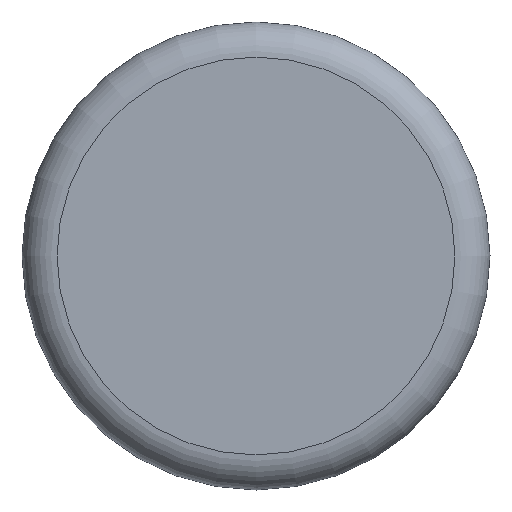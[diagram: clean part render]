
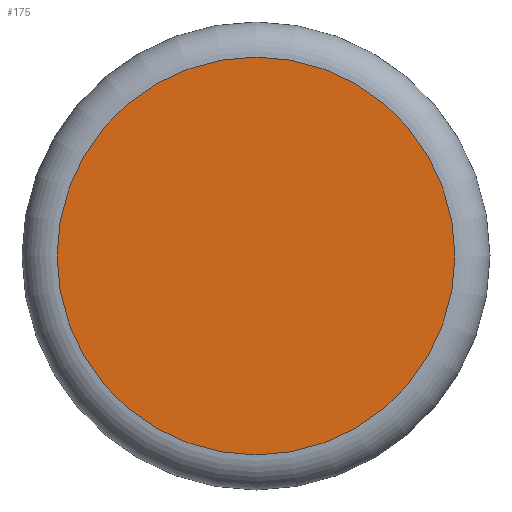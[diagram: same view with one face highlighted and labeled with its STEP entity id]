
A CAD part, left-side view. The second image highlights one B-rep face of the part: STEP entity #175.
In plain terms, the highlighted planar face has unit normal (-1, 0, 0).
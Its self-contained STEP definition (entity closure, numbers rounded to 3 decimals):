
#175 = ADVANCED_FACE( '', ( #375 ), #376, .F. );
#375 = FACE_OUTER_BOUND( '', #592, .T. );
#376 = PLANE( '', #593 );
#592 = EDGE_LOOP( '', ( #1060 ) );
#593 = AXIS2_PLACEMENT_3D( '', #1061, #1062, #1063 );
#1060 = ORIENTED_EDGE( '', *, *, #1337, .F. );
#1061 = CARTESIAN_POINT( '', ( 0., 0., 0. ) );
#1062 = DIRECTION( '', ( 1., 0., 0. ) );
#1063 = DIRECTION( '', ( 0., 0., -1. ) );
#1337 = EDGE_CURVE( '', #1631, #1631, #1632, .T. );
#1631 = VERTEX_POINT( '', #1981 );
#1632 = CIRCLE( '', #1982, 8.5 );
#1981 = CARTESIAN_POINT( '', ( 0., 0., -8.5 ) );
#1982 = AXIS2_PLACEMENT_3D( '', #2380, #2381, #2382 );
#2380 = CARTESIAN_POINT( '', ( 0., 0., 0. ) );
#2381 = DIRECTION( '', ( 1., 0., 0. ) );
#2382 = DIRECTION( '', ( 0., 0., -1. ) );
